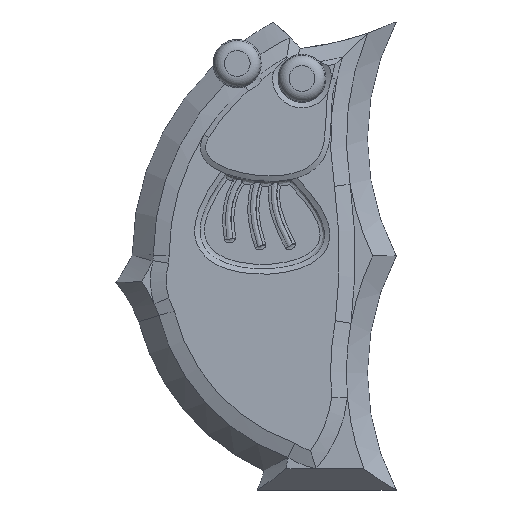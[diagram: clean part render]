
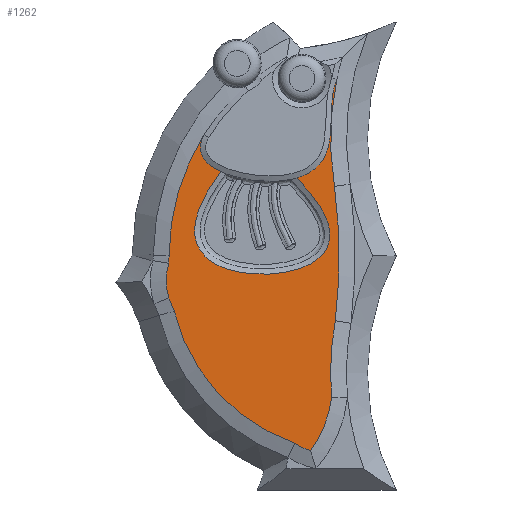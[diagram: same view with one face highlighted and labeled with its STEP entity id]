
A CAD part, top view. The second image highlights one B-rep face of the part: STEP entity #1262.
In plain terms, the highlighted planar face has unit normal (0, 0, 1).
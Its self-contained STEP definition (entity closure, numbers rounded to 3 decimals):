
#32=(
BOUNDED_CURVE()
B_SPLINE_CURVE(5,(#3286,#3287,#3288,#3289,#3290,#3291,#3292,#3293,#3294,
#3295),.UNSPECIFIED.,.F.,.F.)
B_SPLINE_CURVE_WITH_KNOTS((6,1,1,1,1,6),(-0.223,-0.2,-0.15,
-0.1,-0.05,0.),.UNSPECIFIED.)
CURVE()
GEOMETRIC_REPRESENTATION_ITEM()
RATIONAL_B_SPLINE_CURVE((1.,1.,1.,1.,1.,1.,1.,1.,1.,1.))
REPRESENTATION_ITEM('')
);
#33=(
BOUNDED_CURVE()
B_SPLINE_CURVE(5,(#3297,#3298,#3299,#3300,#3301,#3302,#3303,#3304,#3305,
#3306,#3307,#3308,#3309,#3310,#3311,#3312),.UNSPECIFIED.,.F.,.F.)
B_SPLINE_CURVE_WITH_KNOTS((6,1,1,1,1,1,1,1,1,1,1,6),(-1.,-0.95,-0.9,-0.85,
-0.8,-0.75,-0.7,-0.65,-0.6,-0.55,-0.5,-0.467),.UNSPECIFIED.)
CURVE()
GEOMETRIC_REPRESENTATION_ITEM()
RATIONAL_B_SPLINE_CURVE((1.,1.,1.,1.,1.,1.,1.,1.,1.,1.,1.,1.,1.,1.,1.,1.))
REPRESENTATION_ITEM('')
);
#84=B_SPLINE_CURVE_WITH_KNOTS('',3,(#2999,#3000,#3001,#3002,#3003,#3004,
#3005,#3006,#3007,#3008,#3009,#3010,#3011,#3012),.UNSPECIFIED.,.F.,.F.,
(4,1,1,1,1,1,1,1,1,1,1,4),(-0.997,-0.856,-0.785,
-0.714,-0.571,-0.429,-0.358,
-0.287,-0.215,-0.144,-0.073,
-0.007),.UNSPECIFIED.);
#155=PLANE('',#1367);
#277=FACE_OUTER_BOUND('',#359,.T.);
#359=EDGE_LOOP('',(#1017,#1018,#1019,#1020,#1021,#1022,#1023,#1024,#1025,
#1026,#1027,#1028,#1029));
#433=CIRCLE('',#1368,43.111);
#434=CIRCLE('',#1369,35.368);
#435=CIRCLE('',#1370,11.352);
#436=CIRCLE('',#1371,33.266);
#437=CIRCLE('',#1372,35.368);
#438=CIRCLE('',#1373,13.674);
#439=CIRCLE('',#1374,21.065);
#440=CIRCLE('',#1375,55.122);
#441=CIRCLE('',#1376,98.412);
#442=CIRCLE('',#1377,55.122);
#518=VERTEX_POINT('',#2202);
#521=VERTEX_POINT('',#2325);
#544=VERTEX_POINT('',#3278);
#545=VERTEX_POINT('',#3296);
#556=VERTEX_POINT('',#3399);
#557=VERTEX_POINT('',#3401);
#558=VERTEX_POINT('',#3403);
#559=VERTEX_POINT('',#3405);
#560=VERTEX_POINT('',#3407);
#561=VERTEX_POINT('',#3409);
#562=VERTEX_POINT('',#3411);
#563=VERTEX_POINT('',#3413);
#564=VERTEX_POINT('',#3415);
#682=EDGE_CURVE('',#518,#521,#84,.T.);
#693=EDGE_CURVE('',#518,#544,#32,.T.);
#694=EDGE_CURVE('',#545,#521,#33,.T.);
#717=EDGE_CURVE('',#556,#544,#433,.T.);
#718=EDGE_CURVE('',#557,#556,#434,.T.);
#719=EDGE_CURVE('',#558,#557,#435,.T.);
#720=EDGE_CURVE('',#559,#558,#436,.T.);
#721=EDGE_CURVE('',#560,#559,#437,.T.);
#722=EDGE_CURVE('',#561,#560,#438,.T.);
#723=EDGE_CURVE('',#562,#561,#439,.T.);
#724=EDGE_CURVE('',#563,#562,#440,.T.);
#725=EDGE_CURVE('',#564,#563,#441,.T.);
#726=EDGE_CURVE('',#545,#564,#442,.T.);
#1017=ORIENTED_EDGE('',*,*,#682,.F.);
#1018=ORIENTED_EDGE('',*,*,#693,.T.);
#1019=ORIENTED_EDGE('',*,*,#717,.F.);
#1020=ORIENTED_EDGE('',*,*,#718,.F.);
#1021=ORIENTED_EDGE('',*,*,#719,.F.);
#1022=ORIENTED_EDGE('',*,*,#720,.F.);
#1023=ORIENTED_EDGE('',*,*,#721,.F.);
#1024=ORIENTED_EDGE('',*,*,#722,.F.);
#1025=ORIENTED_EDGE('',*,*,#723,.F.);
#1026=ORIENTED_EDGE('',*,*,#724,.F.);
#1027=ORIENTED_EDGE('',*,*,#725,.F.);
#1028=ORIENTED_EDGE('',*,*,#726,.F.);
#1029=ORIENTED_EDGE('',*,*,#694,.T.);
#1262=ADVANCED_FACE('',(#277),#155,.T.);
#1367=AXIS2_PLACEMENT_3D('',#3398,#1565,#1566);
#1368=AXIS2_PLACEMENT_3D('',#3400,#1567,#1568);
#1369=AXIS2_PLACEMENT_3D('',#3402,#1569,#1570);
#1370=AXIS2_PLACEMENT_3D('',#3404,#1571,#1572);
#1371=AXIS2_PLACEMENT_3D('',#3406,#1573,#1574);
#1372=AXIS2_PLACEMENT_3D('',#3408,#1575,#1576);
#1373=AXIS2_PLACEMENT_3D('',#3410,#1577,#1578);
#1374=AXIS2_PLACEMENT_3D('',#3412,#1579,#1580);
#1375=AXIS2_PLACEMENT_3D('',#3414,#1581,#1582);
#1376=AXIS2_PLACEMENT_3D('',#3416,#1583,#1584);
#1377=AXIS2_PLACEMENT_3D('',#3417,#1585,#1586);
#1565=DIRECTION('center_axis',(0.,0.,1.));
#1566=DIRECTION('ref_axis',(-1.,0.,0.));
#1567=DIRECTION('center_axis',(0.,0.,-1.));
#1568=DIRECTION('ref_axis',(-0.706,0.708,0.));
#1569=DIRECTION('center_axis',(0.,0.,-1.));
#1570=DIRECTION('ref_axis',(-0.998,0.059,0.));
#1571=DIRECTION('center_axis',(0.,0.,-1.));
#1572=DIRECTION('ref_axis',(-0.965,0.263,0.));
#1573=DIRECTION('center_axis',(0.,0.,1.));
#1574=DIRECTION('ref_axis',(0.938,0.346,0.));
#1575=DIRECTION('center_axis',(0.,0.,-1.));
#1576=DIRECTION('ref_axis',(-0.971,-0.241,0.));
#1577=DIRECTION('center_axis',(0.,0.,-1.));
#1578=DIRECTION('ref_axis',(-0.526,-0.851,0.));
#1579=DIRECTION('center_axis',(0.,0.,-1.));
#1580=DIRECTION('ref_axis',(0.748,-0.663,0.));
#1581=DIRECTION('center_axis',(0.,0.,1.));
#1582=DIRECTION('ref_axis',(-0.905,0.426,0.));
#1583=DIRECTION('center_axis',(0.,0.,-1.));
#1584=DIRECTION('ref_axis',(0.992,-0.125,0.));
#1585=DIRECTION('center_axis',(0.,0.,1.));
#1586=DIRECTION('ref_axis',(-0.923,0.385,0.));
#2202=CARTESIAN_POINT('',(16.911,60.484,6.));
#2325=CARTESIAN_POINT('',(31.283,59.288,6.));
#2999=CARTESIAN_POINT('Ctrl Pts',(16.911,60.484,6.));
#3000=CARTESIAN_POINT('Ctrl Pts',(14.351,57.059,6.));
#3001=CARTESIAN_POINT('Ctrl Pts',(11.933,52.554,6.));
#3002=CARTESIAN_POINT('Ctrl Pts',(11.801,47.478,6.));
#3003=CARTESIAN_POINT('Ctrl Pts',(14.117,43.305,6.));
#3004=CARTESIAN_POINT('Ctrl Pts',(20.426,40.782,6.));
#3005=CARTESIAN_POINT('Ctrl Pts',(28.323,40.896,6.));
#3006=CARTESIAN_POINT('Ctrl Pts',(33.527,42.513,6.));
#3007=CARTESIAN_POINT('Ctrl Pts',(36.465,44.55,6.));
#3008=CARTESIAN_POINT('Ctrl Pts',(37.895,47.658,6.));
#3009=CARTESIAN_POINT('Ctrl Pts',(37.3,51.271,6.));
#3010=CARTESIAN_POINT('Ctrl Pts',(35.115,55.064,6.));
#3011=CARTESIAN_POINT('Ctrl Pts',(32.683,57.866,6.));
#3012=CARTESIAN_POINT('Ctrl Pts',(31.283,59.288,6.));
#3278=CARTESIAN_POINT('',(13.706,67.439,6.));
#3286=CARTESIAN_POINT('Ctrl Pts',(16.911,60.484,6.));
#3287=CARTESIAN_POINT('Ctrl Pts',(16.695,60.583,6.));
#3288=CARTESIAN_POINT('Ctrl Pts',(16.03,60.906,6.));
#3289=CARTESIAN_POINT('Ctrl Pts',(15.021,61.494,6.));
#3290=CARTESIAN_POINT('Ctrl Pts',(13.896,62.421,6.));
#3291=CARTESIAN_POINT('Ctrl Pts',(13.034,63.777,6.));
#3292=CARTESIAN_POINT('Ctrl Pts',(12.901,65.148,6.));
#3293=CARTESIAN_POINT('Ctrl Pts',(13.163,66.261,6.));
#3294=CARTESIAN_POINT('Ctrl Pts',(13.498,67.04,6.));
#3295=CARTESIAN_POINT('Ctrl Pts',(13.706,67.439,6.));
#3296=CARTESIAN_POINT('',(38.919,78.03,6.));
#3297=CARTESIAN_POINT('Ctrl Pts',(38.919,78.03,6.));
#3298=CARTESIAN_POINT('Ctrl Pts',(38.806,77.789,6.));
#3299=CARTESIAN_POINT('Ctrl Pts',(38.596,77.281,6.));
#3300=CARTESIAN_POINT('Ctrl Pts',(38.33,76.449,6.));
#3301=CARTESIAN_POINT('Ctrl Pts',(38.072,75.194,6.));
#3302=CARTESIAN_POINT('Ctrl Pts',(37.899,73.391,6.));
#3303=CARTESIAN_POINT('Ctrl Pts',(37.84,71.376,6.));
#3304=CARTESIAN_POINT('Ctrl Pts',(37.818,69.201,6.));
#3305=CARTESIAN_POINT('Ctrl Pts',(37.697,66.958,6.));
#3306=CARTESIAN_POINT('Ctrl Pts',(37.307,64.769,6.));
#3307=CARTESIAN_POINT('Ctrl Pts',(36.483,62.766,6.));
#3308=CARTESIAN_POINT('Ctrl Pts',(35.185,61.184,6.));
#3309=CARTESIAN_POINT('Ctrl Pts',(33.744,60.214,6.));
#3310=CARTESIAN_POINT('Ctrl Pts',(32.49,59.668,6.));
#3311=CARTESIAN_POINT('Ctrl Pts',(31.635,59.39,6.));
#3312=CARTESIAN_POINT('Ctrl Pts',(31.283,59.288,6.));
#3398=CARTESIAN_POINT('Origin',(23.773,45.372,6.));
#3399=CARTESIAN_POINT('',(7.066,44.527,6.));
#3400=CARTESIAN_POINT('Origin',(50.177,44.451,6.));
#3401=CARTESIAN_POINT('',(7.007,43.068,6.));
#3402=CARTESIAN_POINT('Origin',(42.368,42.368,6.));
#3403=CARTESIAN_POINT('',(6.997,36.465,6.));
#3404=CARTESIAN_POINT('Origin',(17.864,39.75,6.));
#3405=CARTESIAN_POINT('',(8.002,34.008,6.));
#3406=CARTESIAN_POINT('Origin',(-23.265,22.65,6.));
#3407=CARTESIAN_POINT('',(30.937,8.898,6.));
#3408=CARTESIAN_POINT('Origin',(42.368,42.368,6.));
#3409=CARTESIAN_POINT('',(33.912,7.442,6.));
#3410=CARTESIAN_POINT('Origin',(38.393,20.361,6.));
#3411=CARTESIAN_POINT('',(37.93,17.617,6.));
#3412=CARTESIAN_POINT('Origin',(17.,20.,6.));
#3413=CARTESIAN_POINT('',(38.633,32.126,6.));
#3414=CARTESIAN_POINT('Origin',(92.859,22.226,6.));
#3415=CARTESIAN_POINT('',(38.48,57.655,6.));
#3416=CARTESIAN_POINT('Origin',(-59.022,44.305,6.));
#3417=CARTESIAN_POINT('Origin',(92.859,66.677,6.));
